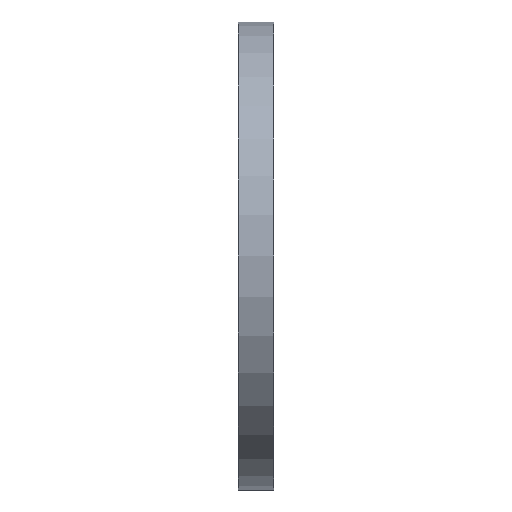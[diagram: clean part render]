
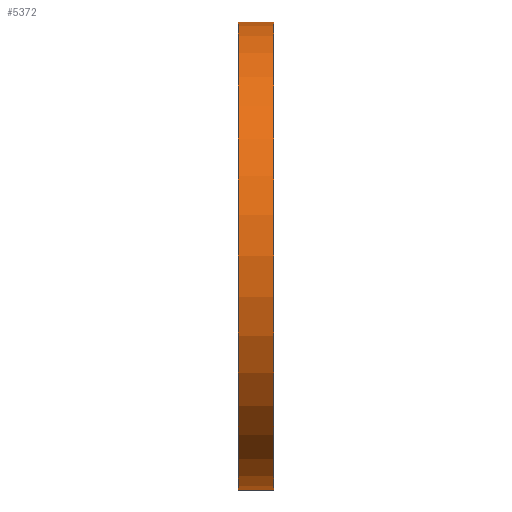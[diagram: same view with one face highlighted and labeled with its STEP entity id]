
A CAD part, front view. The second image highlights one B-rep face of the part: STEP entity #5372.
In plain terms, the highlighted cylindrical face has radius 66 mm (diameter 132 mm), a partial arc.
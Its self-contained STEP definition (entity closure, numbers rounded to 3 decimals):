
#110 = VERTEX_POINT ( 'NONE', #1463 ) ;
#247 = EDGE_CURVE ( 'NONE', #3679, #8824, #2002, .T. ) ;
#305 = ORIENTED_EDGE ( 'NONE', *, *, #247, .F. ) ;
#405 = DIRECTION ( 'NONE',  ( -1., 0., 0. ) ) ;
#584 = VECTOR ( 'NONE', #3622, 1000. ) ;
#1463 = CARTESIAN_POINT ( 'NONE',  ( 0., 0., 66. ) ) ;
#1487 = DIRECTION ( 'NONE',  ( -1., 0., 0. ) ) ;
#1859 = ORIENTED_EDGE ( 'NONE', *, *, #15962, .F. ) ;
#2002 = LINE ( 'NONE', #14060, #6584 ) ;
#2390 = CARTESIAN_POINT ( 'NONE',  ( 0., 0., 0. ) ) ;
#3426 = EDGE_CURVE ( 'NONE', #7812, #110, #9383, .T. ) ;
#3622 = DIRECTION ( 'NONE',  ( -1., 0., 0. ) ) ;
#3679 = VERTEX_POINT ( 'NONE', #4401 ) ;
#3816 = ORIENTED_EDGE ( 'NONE', *, *, #8797, .T. ) ;
#3886 = DIRECTION ( 'NONE',  ( 0., 0., 1. ) ) ;
#4156 = CIRCLE ( 'NONE', #11525, 66. ) ;
#4401 = CARTESIAN_POINT ( 'NONE',  ( 10., 0., -66. ) ) ;
#4835 = CYLINDRICAL_SURFACE ( 'NONE', #7408, 66. ) ;
#5028 = CARTESIAN_POINT ( 'NONE',  ( 10., 0., 66. ) ) ;
#5372 = ADVANCED_FACE ( 'NONE', ( #10069 ), #4835, .T. ) ;
#6584 = VECTOR ( 'NONE', #405, 1000. ) ;
#6907 = CARTESIAN_POINT ( 'NONE',  ( 10., 0., 0. ) ) ;
#7030 = EDGE_LOOP ( 'NONE', ( #305, #3816, #10736, #1859 ) ) ;
#7408 = AXIS2_PLACEMENT_3D ( 'NONE', #8566, #15297, #13971 ) ;
#7797 = DIRECTION ( 'NONE',  ( -1., 0., 0. ) ) ;
#7812 = VERTEX_POINT ( 'NONE', #5028 ) ;
#8566 = CARTESIAN_POINT ( 'NONE',  ( -10., 0., 0. ) ) ;
#8797 = EDGE_CURVE ( 'NONE', #3679, #7812, #15647, .T. ) ;
#8824 = VERTEX_POINT ( 'NONE', #14713 ) ;
#9383 = LINE ( 'NONE', #13374, #584 ) ;
#9566 = DIRECTION ( 'NONE',  ( 0., 0., 1. ) ) ;
#10069 = FACE_OUTER_BOUND ( 'NONE', #7030, .T. ) ;
#10736 = ORIENTED_EDGE ( 'NONE', *, *, #3426, .T. ) ;
#11525 = AXIS2_PLACEMENT_3D ( 'NONE', #2390, #7797, #3886 ) ;
#12808 = AXIS2_PLACEMENT_3D ( 'NONE', #6907, #1487, #9566 ) ;
#13374 = CARTESIAN_POINT ( 'NONE',  ( -10., 0., 66. ) ) ;
#13971 = DIRECTION ( 'NONE',  ( 0., 0., 1. ) ) ;
#14060 = CARTESIAN_POINT ( 'NONE',  ( -10., 0., -66. ) ) ;
#14713 = CARTESIAN_POINT ( 'NONE',  ( 0., 0., -66. ) ) ;
#15297 = DIRECTION ( 'NONE',  ( -1., 0., 0. ) ) ;
#15647 = CIRCLE ( 'NONE', #12808, 66. ) ;
#15962 = EDGE_CURVE ( 'NONE', #8824, #110, #4156, .T. ) ;
